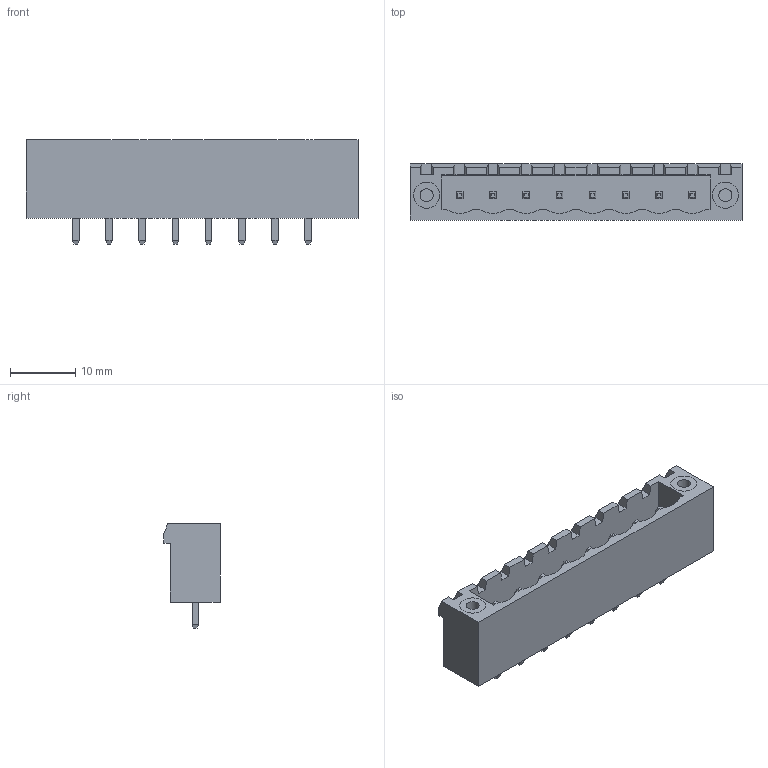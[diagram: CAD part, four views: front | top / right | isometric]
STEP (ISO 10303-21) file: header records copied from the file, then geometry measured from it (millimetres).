
FILE_DESCRIPTION(/* description */ ('model of PhoenixContact_MSTBV-GF_08x5.08mm_Vertical_ThreadedFlange.'),/* implementation_level */ FILE_NAME(/* name */ 'PhoenixContact_MSTBV-GF_08x5.08mm_Vertical_ThreadedFlange..stp',/* time_stamp */ '2017-02-27T16:59:33',/* author */ ('Rene Poeschl',''),/* organization */ (''),/* preprocessor_version */ '',/* originating_system */ '',/* authorisation */ '');
FILE_NAME(/* name */ 'PhoenixContact_MSTBV-GF_08x5.08mm_Vertical_ThreadedFlange..stp',/* time_stamp */ '2017-02-27T16:59:33',/* author */ ('Rene Poeschl',''),/* organization */ (''),/* preprocessor_version */ '',/* originating_system */ '',/* authorisation */ '');
FILE_SCHEMA(('AUTOMOTIVE_DESIGN_CC2 { 1 2 10303 214 -1 1 5 4 }'));
Length unit declared in the file: millimetre
Products named in the file (1): MSTBV_01x08_GF_5_08mm
Bounding box: 50.8 x 8.6 x 16 mm (x, y, z)
Volume: 2815.8 mm3; surface area: 3444.3 mm2
Topology: 1 solids, 1 shells, 229 faces, 539 edges, 332 vertices
Faces by surface type: plane 219, cylinder 10
Full cylindrical faces by diameter (mm): 2 x2
Entity records: 14813 total; most frequent: CARTESIAN_POINT 2383, DIRECTION 1925, LINE 1403, VECTOR 1403, ORIENTED_EDGE 1078, PCURVE 1078, DEFINITIONAL_REPRESENTATION 1078, EDGE_CURVE 539
